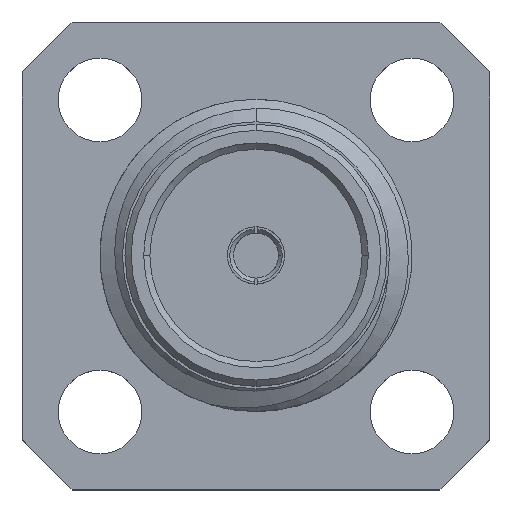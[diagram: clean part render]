
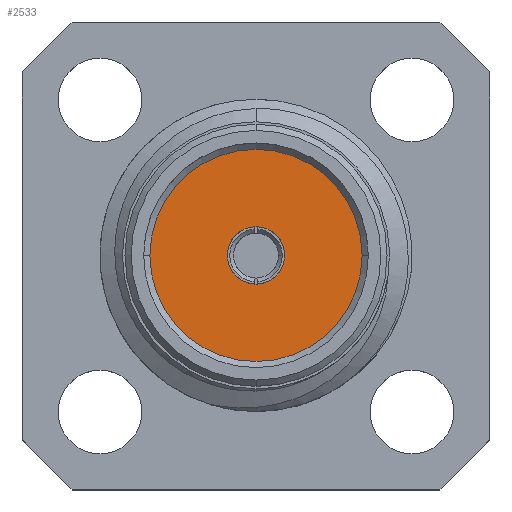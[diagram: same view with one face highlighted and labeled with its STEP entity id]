
A CAD part, top view. The second image highlights one B-rep face of the part: STEP entity #2533.
In plain terms, the highlighted planar face has unit normal (0, 0, 1).
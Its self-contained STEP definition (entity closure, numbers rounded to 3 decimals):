
#129 = DIRECTION ( 'NONE',  ( 1., 0., 0. ) ) ;
#215 = EDGE_CURVE ( 'NONE', #487, #2275, #1175, .T. ) ;
#239 = CARTESIAN_POINT ( 'NONE',  ( -2.159, 0., 5.87 ) ) ;
#447 = DIRECTION ( 'NONE',  ( 1., 0., 0. ) ) ;
#487 = VERTEX_POINT ( 'NONE', #3404 ) ;
#960 = DIRECTION ( 'NONE',  ( 0., 0., 1. ) ) ;
#1175 = CIRCLE ( 'NONE', #1313, 0.584 ) ;
#1200 = CARTESIAN_POINT ( 'NONE',  ( 0., 0., 5.87 ) ) ;
#1232 = DIRECTION ( 'NONE',  ( 0., 0., 1. ) ) ;
#1282 = EDGE_LOOP ( 'NONE', ( #2364, #2426 ) ) ;
#1313 = AXIS2_PLACEMENT_3D ( 'NONE', #1200, #960, #2886 ) ;
#1423 = EDGE_LOOP ( 'NONE', ( #3284, #3421 ) ) ;
#1436 = AXIS2_PLACEMENT_3D ( 'NONE', #3962, #4742, #129 ) ;
#1451 = CARTESIAN_POINT ( 'NONE',  ( 0.584, 0., 5.87 ) ) ;
#1558 = CARTESIAN_POINT ( 'NONE',  ( 0., 0., 5.87 ) ) ;
#1578 = CARTESIAN_POINT ( 'NONE',  ( 0., 0., 5.87 ) ) ;
#1948 = DIRECTION ( 'NONE',  ( 1., 0., 0. ) ) ;
#1953 = EDGE_CURVE ( 'NONE', #4433, #3954, #4396, .T. ) ;
#2105 = AXIS2_PLACEMENT_3D ( 'NONE', #2566, #2197, #2164 ) ;
#2124 = CIRCLE ( 'NONE', #2105, 0.584 ) ;
#2164 = DIRECTION ( 'NONE',  ( 1., 0., 0. ) ) ;
#2197 = DIRECTION ( 'NONE',  ( 0., 0., 1. ) ) ;
#2275 = VERTEX_POINT ( 'NONE', #1451 ) ;
#2364 = ORIENTED_EDGE ( 'NONE', *, *, #1953, .T. ) ;
#2426 = ORIENTED_EDGE ( 'NONE', *, *, #3313, .T. ) ;
#2490 = CIRCLE ( 'NONE', #2544, 2.159 ) ;
#2533 = ADVANCED_FACE ( 'NONE', ( #2623, #3400 ), #3531, .T. ) ;
#2544 = AXIS2_PLACEMENT_3D ( 'NONE', #1558, #4289, #1948 ) ;
#2566 = CARTESIAN_POINT ( 'NONE',  ( 0., 0., 5.87 ) ) ;
#2623 = FACE_BOUND ( 'NONE', #1423, .T. ) ;
#2886 = DIRECTION ( 'NONE',  ( 1., 0., 0. ) ) ;
#2942 = CARTESIAN_POINT ( 'NONE',  ( 2.159, 0., 5.87 ) ) ;
#2999 = EDGE_CURVE ( 'NONE', #2275, #487, #2124, .T. ) ;
#3284 = ORIENTED_EDGE ( 'NONE', *, *, #2999, .F. ) ;
#3313 = EDGE_CURVE ( 'NONE', #3954, #4433, #2490, .T. ) ;
#3400 = FACE_OUTER_BOUND ( 'NONE', #1282, .T. ) ;
#3404 = CARTESIAN_POINT ( 'NONE',  ( -0.584, 0., 5.87 ) ) ;
#3421 = ORIENTED_EDGE ( 'NONE', *, *, #215, .F. ) ;
#3531 = PLANE ( 'NONE',  #5048 ) ;
#3954 = VERTEX_POINT ( 'NONE', #239 ) ;
#3962 = CARTESIAN_POINT ( 'NONE',  ( 0., 0., 5.87 ) ) ;
#4289 = DIRECTION ( 'NONE',  ( 0., 0., 1. ) ) ;
#4396 = CIRCLE ( 'NONE', #1436, 2.159 ) ;
#4433 = VERTEX_POINT ( 'NONE', #2942 ) ;
#4742 = DIRECTION ( 'NONE',  ( 0., 0., 1. ) ) ;
#5048 = AXIS2_PLACEMENT_3D ( 'NONE', #1578, #1232, #447 ) ;
